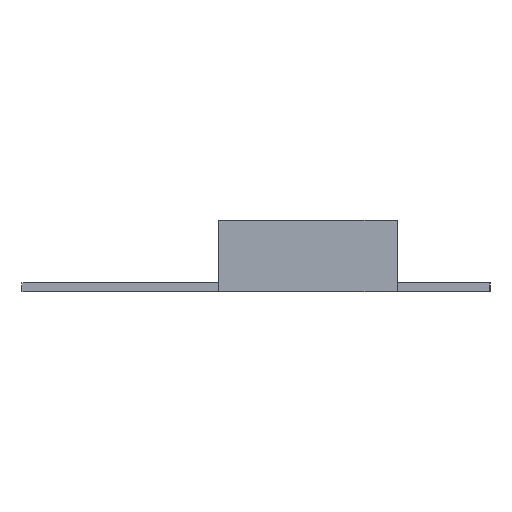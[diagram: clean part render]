
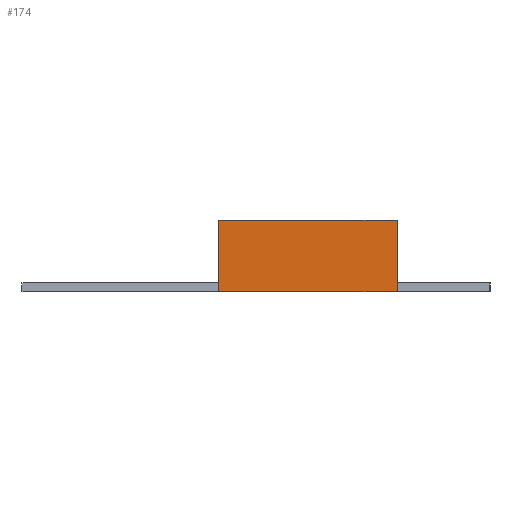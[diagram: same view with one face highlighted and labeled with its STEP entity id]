
A CAD part, left-side view. The second image highlights one B-rep face of the part: STEP entity #174.
In plain terms, the highlighted planar face has unit normal (-1, 0, 0).
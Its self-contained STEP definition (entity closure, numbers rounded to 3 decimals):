
#23 = CARTESIAN_POINT ( 'NONE',  ( -17.548, 30.4, 8. ) ) ;
#41 = ORIENTED_EDGE ( 'NONE', *, *, #249, .T. ) ;
#91 = AXIS2_PLACEMENT_3D ( 'NONE', #1277, #863, #1177 ) ;
#134 = LINE ( 'NONE', #153, #625 ) ;
#147 = LINE ( 'NONE', #567, #507 ) ;
#153 = CARTESIAN_POINT ( 'NONE',  ( -17.548, 10.4, 1. ) ) ;
#174 = ADVANCED_FACE ( 'NONE', ( #442 ), #543, .F. ) ;
#178 = DIRECTION ( 'NONE',  ( 0., 0., -1. ) ) ;
#198 = VERTEX_POINT ( 'NONE', #1211 ) ;
#238 = VERTEX_POINT ( 'NONE', #914 ) ;
#249 = EDGE_CURVE ( 'NONE', #327, #238, #280, .T. ) ;
#280 = LINE ( 'NONE', #704, #357 ) ;
#327 = VERTEX_POINT ( 'NONE', #23 ) ;
#328 = DIRECTION ( 'NONE',  ( 0., -1., 0. ) ) ;
#357 = VECTOR ( 'NONE', #178, 1000. ) ;
#415 = ORIENTED_EDGE ( 'NONE', *, *, #988, .T. ) ;
#442 = FACE_OUTER_BOUND ( 'NONE', #1212, .T. ) ;
#507 = VECTOR ( 'NONE', #328, 1000. ) ;
#537 = LINE ( 'NONE', #551, #819 ) ;
#543 = PLANE ( 'NONE',  #91 ) ;
#551 = CARTESIAN_POINT ( 'NONE',  ( -17.548, 30.4, 0. ) ) ;
#567 = CARTESIAN_POINT ( 'NONE',  ( -17.548, 0., 8. ) ) ;
#625 = VECTOR ( 'NONE', #689, 1000. ) ;
#630 = ORIENTED_EDGE ( 'NONE', *, *, #794, .F. ) ;
#689 = DIRECTION ( 'NONE',  ( 0., 0., -1. ) ) ;
#704 = CARTESIAN_POINT ( 'NONE',  ( -17.548, 30.4, 1. ) ) ;
#767 = DIRECTION ( 'NONE',  ( 0., -1., 0. ) ) ;
#786 = VERTEX_POINT ( 'NONE', #1157 ) ;
#794 = EDGE_CURVE ( 'NONE', #327, #198, #147, .T. ) ;
#819 = VECTOR ( 'NONE', #767, 1000. ) ;
#863 = DIRECTION ( 'NONE',  ( 1., 0., 0. ) ) ;
#914 = CARTESIAN_POINT ( 'NONE',  ( -17.548, 30.4, 0. ) ) ;
#988 = EDGE_CURVE ( 'NONE', #238, #786, #537, .T. ) ;
#1069 = ORIENTED_EDGE ( 'NONE', *, *, #1170, .F. ) ;
#1157 = CARTESIAN_POINT ( 'NONE',  ( -17.548, 10.4, 0. ) ) ;
#1170 = EDGE_CURVE ( 'NONE', #198, #786, #134, .T. ) ;
#1177 = DIRECTION ( 'NONE',  ( 0., 1., 0. ) ) ;
#1211 = CARTESIAN_POINT ( 'NONE',  ( -17.548, 10.4, 8. ) ) ;
#1212 = EDGE_LOOP ( 'NONE', ( #415, #1069, #630, #41 ) ) ;
#1277 = CARTESIAN_POINT ( 'NONE',  ( -17.548, 30.4, 1. ) ) ;
